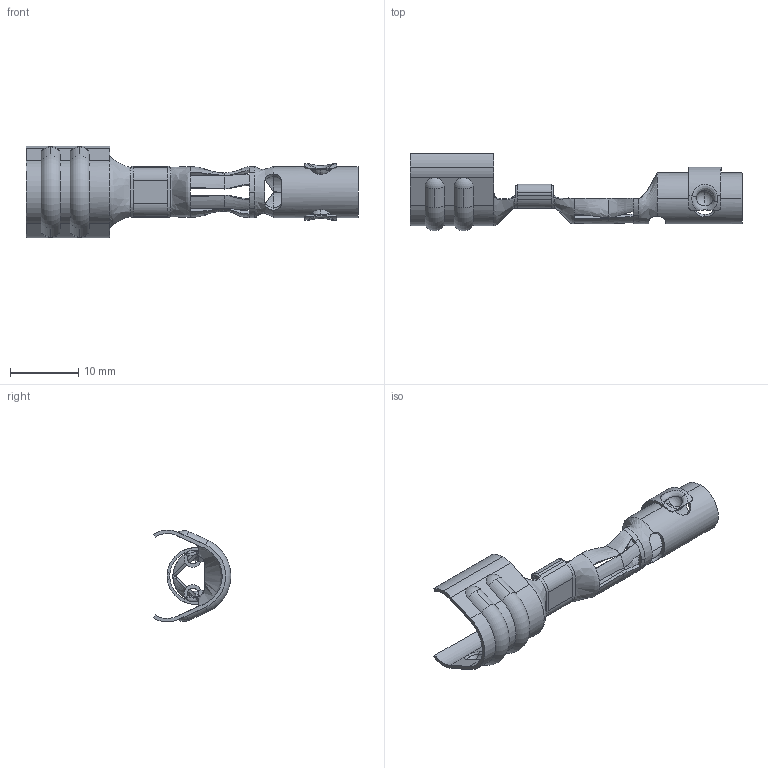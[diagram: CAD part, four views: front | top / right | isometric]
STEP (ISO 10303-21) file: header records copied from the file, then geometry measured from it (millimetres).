
FILE_DESCRIPTION (( 'STEP AP203' ), '1' );
FILE_NAME ('CC199.STEP', '2019-11-06T14:24:16', ( 'tempuser' ), ( 'Microsoft' ), 'SwSTEP 2.0', 'SolidWorks 2019', '' );
FILE_SCHEMA (( 'CONFIG_CONTROL_DESIGN' ));
Length unit declared in the file: inch
Products named in the file (3): SCA4 expanded for mating_SCA4-G; CC199; CC199-EB_CC199-EB without carrier
Assembly tree (2 placements, depth 2):
  CC199
    CC199-EB_CC199-EB without carrier
    SCA4 expanded for mating_SCA4-G
Bounding box: 48.77 x 11.41 x 13.49 mm (x, y, z)
Volume: 478.5 mm3; surface area: 2121.6 mm2
Topology: 2 solids, 2 shells, 266 faces, 760 edges, 486 vertices
Faces by surface type: bspline 97, cylinder 80, plane 59, sphere 16, torus 14
Entity records: 17426 total; most frequent: CARTESIAN_POINT 10834, ORIENTED_EDGE 1520, DIRECTION 1062, EDGE_CURVE 760, VERTEX_POINT 486, AXIS2_PLACEMENT_3D 411, B_SPLINE_CURVE_WITH_KNOTS 279, ADVANCED_FACE 266
